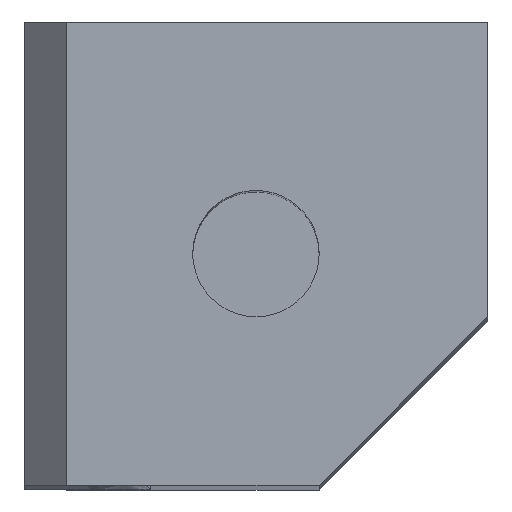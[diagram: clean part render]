
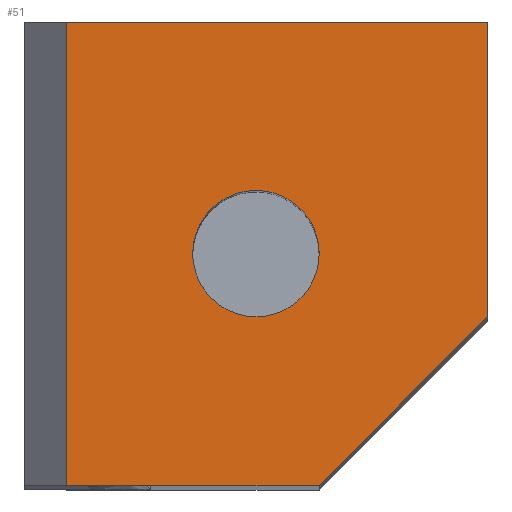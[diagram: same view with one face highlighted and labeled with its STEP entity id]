
A CAD part, top view. The second image highlights one B-rep face of the part: STEP entity #51.
In plain terms, the highlighted planar face has unit normal (0, 0, 1).
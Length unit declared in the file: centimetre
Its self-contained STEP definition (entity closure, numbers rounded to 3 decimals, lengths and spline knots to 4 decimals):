
#25=FACE_BOUND('',#109,.T.);
#51=ADVANCED_FACE('',(#79,#25),#463,.T.);
#79=FACE_OUTER_BOUND('',#108,.T.);
#108=EDGE_LOOP('',(#240,#241,#242,#243,#244));
#109=EDGE_LOOP('',(#245));
#240=ORIENTED_EDGE('',*,*,#319,.T.);
#241=ORIENTED_EDGE('',*,*,#268,.F.);
#242=ORIENTED_EDGE('',*,*,#290,.T.);
#243=ORIENTED_EDGE('',*,*,#275,.F.);
#244=ORIENTED_EDGE('',*,*,#297,.F.);
#245=ORIENTED_EDGE('',*,*,#302,.T.);
#268=EDGE_CURVE('',#410,#414,#350,.T.);
#275=EDGE_CURVE('',#417,#418,#357,.T.);
#290=EDGE_CURVE('',#410,#418,#372,.T.);
#297=EDGE_CURVE('',#436,#417,#379,.T.);
#302=EDGE_CURVE('',#440,#440,#328,.T.);
#319=EDGE_CURVE('',#436,#414,#393,.T.);
#328=(
BOUNDED_CURVE()
B_SPLINE_CURVE(2,(#895,#896,#897,#898,#899,#900,#901,#902,#903),
 .UNSPECIFIED.,.T.,.F.)
B_SPLINE_CURVE_WITH_KNOTS((3,2,2,2,3),(0.,2.3562,4.7124,
7.0686,9.4248),.UNSPECIFIED.)
CURVE()
GEOMETRIC_REPRESENTATION_ITEM()
RATIONAL_B_SPLINE_CURVE((1.,0.707,1.,0.707,1.,0.707,
1.,0.707,1.))
REPRESENTATION_ITEM('')
);
#350=B_SPLINE_CURVE_WITH_KNOTS('',1,(#754,#755,#756),.UNSPECIFIED.,.F.,
 .F.,(2,1,2),(231.9523,235.9523,237.9523),
 .UNSPECIFIED.);
#357=B_SPLINE_CURVE_WITH_KNOTS('',1,(#799,#800,#801),.UNSPECIFIED.,.F.,
 .F.,(2,1,2),(-247.4217,-244.4217,-240.4217),
 .UNSPECIFIED.);
#372=B_SPLINE_CURVE_WITH_KNOTS('',1,(#857,#858),.UNSPECIFIED.,.F.,.F.,(2,
2),(-76.5137,-70.8569),.UNSPECIFIED.);
#379=B_SPLINE_CURVE_WITH_KNOTS('',1,(#877,#878,#879),.UNSPECIFIED.,.F.,
 .F.,(2,1,2),(97.0477,104.0477,107.0477),
 .UNSPECIFIED.);
#393=B_SPLINE_CURVE_WITH_KNOTS('',1,(#946,#947),.UNSPECIFIED.,.F.,.F.,(2,
2),(0.,11.),.UNSPECIFIED.);
#410=VERTEX_POINT('',#637);
#414=VERTEX_POINT('',#641);
#417=VERTEX_POINT('',#644);
#418=VERTEX_POINT('',#645);
#436=VERTEX_POINT('',#663);
#440=VERTEX_POINT('',#667);
#463=PLANE('',#511);
#511=AXIS2_PLACEMENT_3D('',#603,#536,$);
#536=DIRECTION('',(0.,0.,1.));
#603=CARTESIAN_POINT('',(77.89,-11.89,1.6));
#637=CARTESIAN_POINT('',(85.,-23.,1.6));
#641=CARTESIAN_POINT('',(79.,-23.,1.6));
#644=CARTESIAN_POINT('',(89.,-12.,1.6));
#645=CARTESIAN_POINT('',(89.,-19.,1.6));
#663=CARTESIAN_POINT('',(79.,-12.,1.6));
#667=CARTESIAN_POINT('',(83.5,-19.,1.6));
#754=CARTESIAN_POINT('',(85.,-23.,1.6));
#755=CARTESIAN_POINT('',(81.,-23.,1.6));
#756=CARTESIAN_POINT('',(79.,-23.,1.6));
#799=CARTESIAN_POINT('',(89.,-12.,1.6));
#800=CARTESIAN_POINT('',(89.,-15.,1.6));
#801=CARTESIAN_POINT('',(89.,-19.,1.6));
#857=CARTESIAN_POINT('',(85.,-23.,1.6));
#858=CARTESIAN_POINT('',(89.,-19.,1.6));
#877=CARTESIAN_POINT('',(79.,-12.,1.6));
#878=CARTESIAN_POINT('',(86.,-12.,1.6));
#879=CARTESIAN_POINT('',(89.,-12.,1.6));
#895=CARTESIAN_POINT('',(83.5,-19.,1.6));
#896=CARTESIAN_POINT('',(82.,-19.,1.6));
#897=CARTESIAN_POINT('',(82.,-17.5,1.6));
#898=CARTESIAN_POINT('',(82.,-16.,1.6));
#899=CARTESIAN_POINT('',(83.5,-16.,1.6));
#900=CARTESIAN_POINT('',(85.,-16.,1.6));
#901=CARTESIAN_POINT('',(85.,-17.5,1.6));
#902=CARTESIAN_POINT('',(85.,-19.,1.6));
#903=CARTESIAN_POINT('',(83.5,-19.,1.6));
#946=CARTESIAN_POINT('',(79.,-12.,1.6));
#947=CARTESIAN_POINT('',(79.,-23.,1.6));
